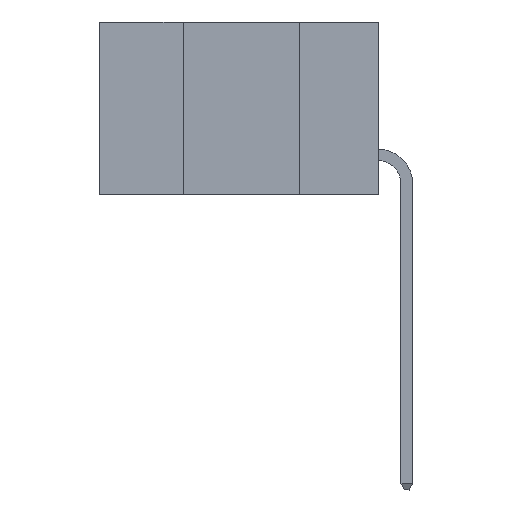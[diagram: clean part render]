
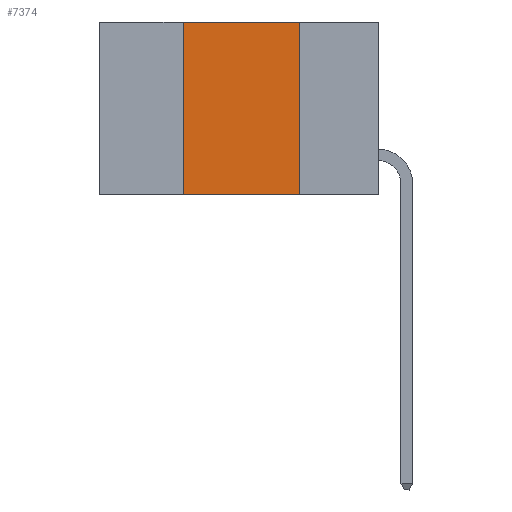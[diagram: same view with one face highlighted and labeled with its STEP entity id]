
A CAD part, left-side view. The second image highlights one B-rep face of the part: STEP entity #7374.
In plain terms, the highlighted planar face has unit normal (-1, 0, 0).
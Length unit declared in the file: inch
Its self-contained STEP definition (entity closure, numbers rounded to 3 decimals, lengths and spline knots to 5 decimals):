
#177 = VECTOR ( 'NONE', #1600, 39.37008 ) ;
#802 = EDGE_CURVE ( 'NONE', #8309, #1765, #7977, .T. ) ;
#964 = CARTESIAN_POINT ( 'NONE',  ( 0., 0.42, 0. ) ) ;
#1600 = DIRECTION ( 'NONE',  ( 0., 0., -1. ) ) ;
#1765 = VERTEX_POINT ( 'NONE', #12433 ) ;
#2205 = VERTEX_POINT ( 'NONE', #964 ) ;
#2285 = DIRECTION ( 'NONE',  ( 1., 0., 0. ) ) ;
#2769 = CARTESIAN_POINT ( 'NONE',  ( 0., 0.17, -0.37 ) ) ;
#3268 = CARTESIAN_POINT ( 'NONE',  ( 0., 0.42, -0.37 ) ) ;
#3337 = DIRECTION ( 'NONE',  ( 0., 0., 1. ) ) ;
#3616 = VECTOR ( 'NONE', #5180, 39.37008 ) ;
#4307 = CARTESIAN_POINT ( 'NONE',  ( 0., 0.42, -0.37 ) ) ;
#4309 = CARTESIAN_POINT ( 'NONE',  ( 0., 0.6, 0. ) ) ;
#4338 = PLANE ( 'NONE',  #5560 ) ;
#5180 = DIRECTION ( 'NONE',  ( 0., -1., 0. ) ) ;
#5385 = CARTESIAN_POINT ( 'NONE',  ( 0., 0.17, 0. ) ) ;
#5560 = AXIS2_PLACEMENT_3D ( 'NONE', #11373, #2285, #6365 ) ;
#5844 = ORIENTED_EDGE ( 'NONE', *, *, #7010, .F. ) ;
#6365 = DIRECTION ( 'NONE',  ( 0., 0., -1. ) ) ;
#7010 = EDGE_CURVE ( 'NONE', #8309, #2205, #12613, .T. ) ;
#7374 = ADVANCED_FACE ( 'NONE', ( #8215 ), #4338, .F. ) ;
#7469 = ORIENTED_EDGE ( 'NONE', *, *, #9607, .F. ) ;
#7650 = VECTOR ( 'NONE', #7771, 39.37008 ) ;
#7771 = DIRECTION ( 'NONE',  ( 0., -1., 0. ) ) ;
#7977 = LINE ( 'NONE', #13092, #7650 ) ;
#8215 = FACE_OUTER_BOUND ( 'NONE', #13164, .T. ) ;
#8243 = VERTEX_POINT ( 'NONE', #5385 ) ;
#8309 = VERTEX_POINT ( 'NONE', #4307 ) ;
#9235 = VECTOR ( 'NONE', #3337, 39.37008 ) ;
#9325 = LINE ( 'NONE', #4309, #3616 ) ;
#9607 = EDGE_CURVE ( 'NONE', #2205, #8243, #9325, .T. ) ;
#9833 = LINE ( 'NONE', #2769, #177 ) ;
#10792 = EDGE_CURVE ( 'NONE', #8243, #1765, #9833, .T. ) ;
#10891 = ORIENTED_EDGE ( 'NONE', *, *, #10792, .F. ) ;
#11373 = CARTESIAN_POINT ( 'NONE',  ( 0., 0.6, 0. ) ) ;
#12433 = CARTESIAN_POINT ( 'NONE',  ( 0., 0.17, -0.37 ) ) ;
#12613 = LINE ( 'NONE', #3268, #9235 ) ;
#12617 = ORIENTED_EDGE ( 'NONE', *, *, #802, .T. ) ;
#13092 = CARTESIAN_POINT ( 'NONE',  ( 0., 0.6, -0.37 ) ) ;
#13164 = EDGE_LOOP ( 'NONE', ( #10891, #7469, #5844, #12617 ) ) ;
